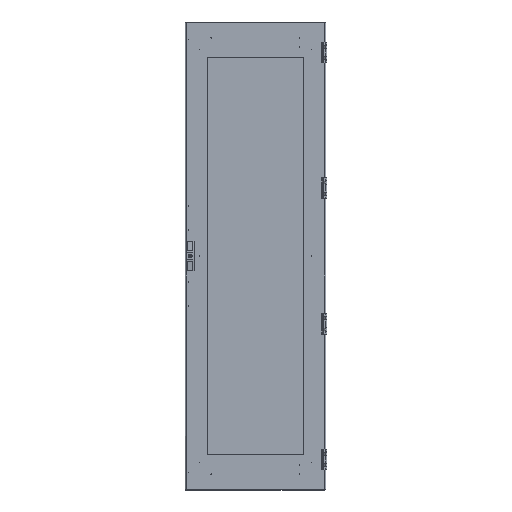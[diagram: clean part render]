
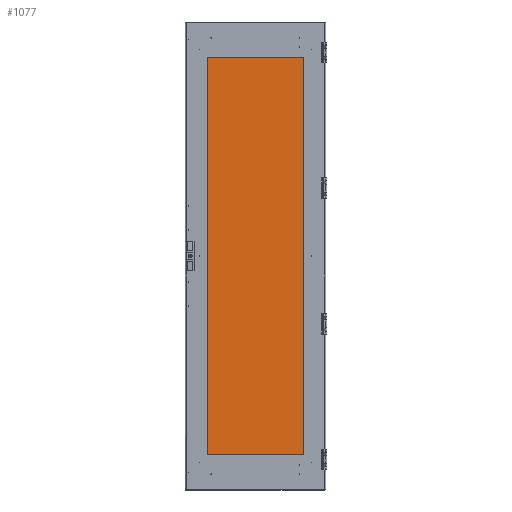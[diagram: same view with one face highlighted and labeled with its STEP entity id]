
A CAD part, top view. The second image highlights one B-rep face of the part: STEP entity #1077.
In plain terms, the highlighted planar face has unit normal (0, 0, 1).
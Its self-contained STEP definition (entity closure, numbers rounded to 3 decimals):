
#185 = EDGE_CURVE ( 'NONE', #10202, #20494, #10744, .T. ) ;
#1077 = ADVANCED_FACE ( 'NONE', ( #10835 ), #2162, .T. ) ;
#1301 = CARTESIAN_POINT ( 'NONE',  ( -223.5, -866., 4. ) ) ;
#1827 = VECTOR ( 'NONE', #42224, 1000. ) ;
#2162 = PLANE ( 'NONE',  #46161 ) ;
#4207 = ORIENTED_EDGE ( 'NONE', *, *, #9698, .T. ) ;
#4522 = DIRECTION ( 'NONE',  ( 0., 1., 0. ) ) ;
#4957 = DIRECTION ( 'NONE',  ( 1., 0., 0. ) ) ;
#7005 = VERTEX_POINT ( 'NONE', #27896 ) ;
#9698 = EDGE_CURVE ( 'NONE', #19622, #10202, #10071, .T. ) ;
#10071 = LINE ( 'NONE', #51015, #21563 ) ;
#10202 = VERTEX_POINT ( 'NONE', #38027 ) ;
#10744 = LINE ( 'NONE', #1301, #1827 ) ;
#10835 = FACE_OUTER_BOUND ( 'NONE', #29577, .T. ) ;
#13255 = VECTOR ( 'NONE', #4522, 1000. ) ;
#14793 = LINE ( 'NONE', #50453, #16090 ) ;
#15104 = ORIENTED_EDGE ( 'NONE', *, *, #51618, .T. ) ;
#16090 = VECTOR ( 'NONE', #4957, 1000. ) ;
#16116 = DIRECTION ( 'NONE',  ( 1., 0., 0. ) ) ;
#19622 = VERTEX_POINT ( 'NONE', #38913 ) ;
#19951 = ORIENTED_EDGE ( 'NONE', *, *, #185, .T. ) ;
#20494 = VERTEX_POINT ( 'NONE', #44827 ) ;
#21563 = VECTOR ( 'NONE', #44189, 1000. ) ;
#23991 = EDGE_CURVE ( 'NONE', #20494, #7005, #14793, .T. ) ;
#26093 = ORIENTED_EDGE ( 'NONE', *, *, #23991, .T. ) ;
#27896 = CARTESIAN_POINT ( 'NONE',  ( 223.5, -865., 4. ) ) ;
#29577 = EDGE_LOOP ( 'NONE', ( #26093, #15104, #4207, #19951 ) ) ;
#32205 = DIRECTION ( 'NONE',  ( 0., 0., 1. ) ) ;
#37642 = LINE ( 'NONE', #49476, #13255 ) ;
#38027 = CARTESIAN_POINT ( 'NONE',  ( -223.5, 865., 4. ) ) ;
#38913 = CARTESIAN_POINT ( 'NONE',  ( 223.5, 865., 4. ) ) ;
#42224 = DIRECTION ( 'NONE',  ( 0., -1., 0. ) ) ;
#44082 = CARTESIAN_POINT ( 'NONE',  ( 0., 0., 4. ) ) ;
#44189 = DIRECTION ( 'NONE',  ( -1., 0., 0. ) ) ;
#44827 = CARTESIAN_POINT ( 'NONE',  ( -223.5, -865., 4. ) ) ;
#46161 = AXIS2_PLACEMENT_3D ( 'NONE', #44082, #32205, #16116 ) ;
#49476 = CARTESIAN_POINT ( 'NONE',  ( 223.5, 866., 4. ) ) ;
#50453 = CARTESIAN_POINT ( 'NONE',  ( 224.5, -865., 4. ) ) ;
#51015 = CARTESIAN_POINT ( 'NONE',  ( -224.5, 865., 4. ) ) ;
#51618 = EDGE_CURVE ( 'NONE', #7005, #19622, #37642, .T. ) ;
